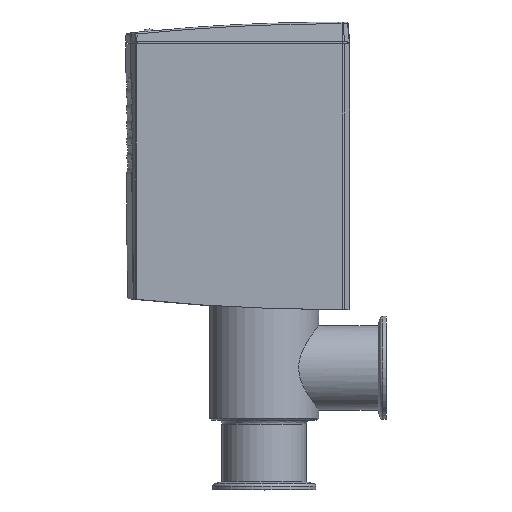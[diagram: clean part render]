
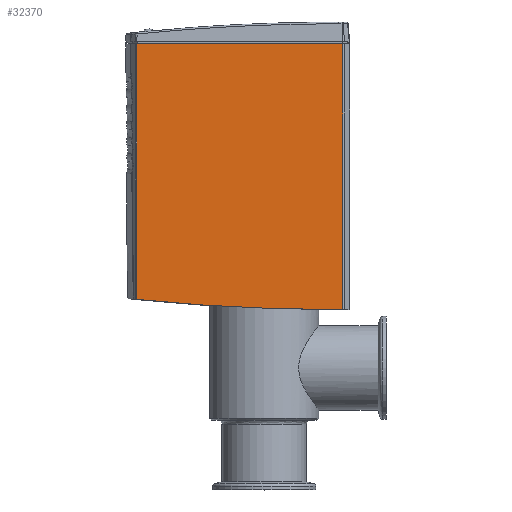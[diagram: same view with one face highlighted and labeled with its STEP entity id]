
A CAD part, top view. The second image highlights one B-rep face of the part: STEP entity #32370.
In plain terms, the highlighted planar face has unit normal (0, 0, 1).
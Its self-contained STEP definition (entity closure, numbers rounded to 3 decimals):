
#29357=CARTESIAN_POINT('',(-83.052,179.05,45.));
#29358=VERTEX_POINT('',#29357);
#29366=CARTESIAN_POINT('',(26.62,179.05,45.));
#29367=VERTEX_POINT('',#29366);
#29368=CARTESIAN_POINT('',(-83.052,179.05,45.));
#29369=DIRECTION('',(1.0,0.0,0.0));
#29370=VECTOR('',#29369,109.672);
#29371=LINE('',#29368,#29370);
#29372=EDGE_CURVE('',#29358,#29367,#29371,.T.);
#32029=CARTESIAN_POINT('',(26.62,37.55,45.));
#32030=VERTEX_POINT('',#32029);
#32038=CARTESIAN_POINT('',(24.25,37.55,45.));
#32039=VERTEX_POINT('',#32038);
#32040=CARTESIAN_POINT('',(24.25,37.55,45.));
#32041=DIRECTION('',(1.0,0.0,0.0));
#32042=VECTOR('',#32041,2.37);
#32043=LINE('',#32040,#32042);
#32044=EDGE_CURVE('',#32039,#32030,#32043,.T.);
#32136=CARTESIAN_POINT('',(26.62,37.55,45.));
#32137=DIRECTION('',(0.0,1.0,0.0));
#32138=VECTOR('',#32137,141.5);
#32139=LINE('',#32136,#32138);
#32140=EDGE_CURVE('',#32030,#29367,#32139,.T.);
#32345=CARTESIAN_POINT('',(-15.25,180.05,45.));
#32346=DIRECTION('',(0.0,0.0,1.0));
#32347=DIRECTION('',(1.0,0.0,0.0));
#32348=AXIS2_PLACEMENT_3D('',#32345,#32346,#32347);
#32349=PLANE('',#32348);
#32350=ORIENTED_EDGE('',*,*,#29372,.F.);
#32351=CARTESIAN_POINT('',(-83.052,43.013,45.));
#32352=VERTEX_POINT('',#32351);
#32353=CARTESIAN_POINT('',(-83.052,179.05,45.));
#32354=DIRECTION('',(0.0,-1.0,0.0));
#32355=VECTOR('',#32354,136.037);
#32356=LINE('',#32353,#32355);
#32357=EDGE_CURVE('',#29358,#32352,#32356,.T.);
#32358=ORIENTED_EDGE('',*,*,#32357,.T.);
#32359=CARTESIAN_POINT('',(24.25,1094.05,45.));
#32360=DIRECTION('',(0.0,0.0,1.0));
#32361=DIRECTION('',(-0.102,-0.995,0.0));
#32362=AXIS2_PLACEMENT_3D('',#32359,#32360,#32361);
#32363=CIRCLE('',#32362,1056.5);
#32364=EDGE_CURVE('',#32352,#32039,#32363,.T.);
#32365=ORIENTED_EDGE('',*,*,#32364,.T.);
#32366=ORIENTED_EDGE('',*,*,#32044,.T.);
#32367=ORIENTED_EDGE('',*,*,#32140,.T.);
#32368=EDGE_LOOP('',(#32350,#32358,#32365,#32366,#32367));
#32369=FACE_OUTER_BOUND('',#32368,.T.);
#32370=ADVANCED_FACE('',(#32369),#32349,.T.);
